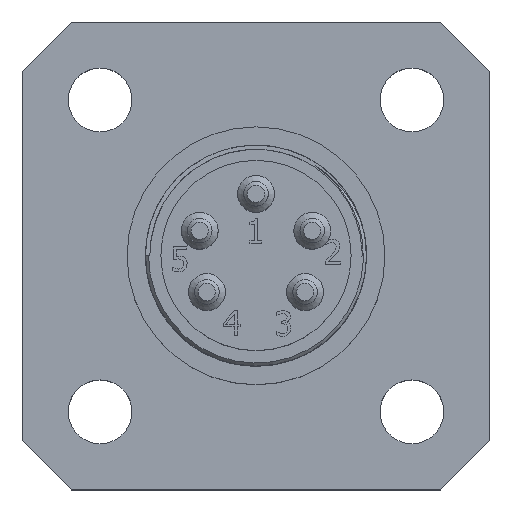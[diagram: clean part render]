
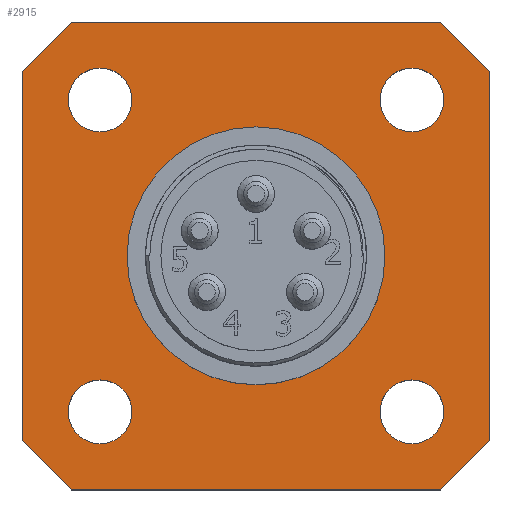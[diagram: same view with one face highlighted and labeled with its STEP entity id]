
A CAD part, top view. The second image highlights one B-rep face of the part: STEP entity #2915.
In plain terms, the highlighted planar face has unit normal (0, 0, 1).
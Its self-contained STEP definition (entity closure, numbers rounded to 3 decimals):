
#355=LINE($,#5698,#569);
#361=LINE($,#5709,#575);
#369=LINE($,#5735,#583);
#371=LINE($,#5739,#585);
#373=LINE($,#5744,#587);
#375=LINE($,#5748,#589);
#377=LINE($,#5751,#591);
#378=LINE($,#5849,#592);
#569=VECTOR($,#3535,5.657);
#575=VECTOR($,#3543,30.1);
#583=VECTOR($,#3565,5.657);
#585=VECTOR($,#3569,30.1);
#587=VECTOR($,#3573,5.657);
#589=VECTOR($,#3577,30.1);
#591=VECTOR($,#3581,5.657);
#592=VECTOR($,#3714,30.1);
#673=PLANE($,#3112);
#777=FACE_BOUND($,#1195,.T.);
#778=FACE_BOUND($,#1196,.T.);
#779=FACE_BOUND($,#1197,.T.);
#780=FACE_BOUND($,#1198,.T.);
#781=FACE_BOUND($,#1199,.T.);
#950=FACE_OUTER_BOUND($,#1194,.T.);
#1194=EDGE_LOOP($,(#2672,#2673,#2674,#2675,#2676,#2677,#2678,#2679));
#1195=EDGE_LOOP($,(#2680));
#1196=EDGE_LOOP($,(#2681));
#1197=EDGE_LOOP($,(#2682));
#1198=EDGE_LOOP($,(#2683));
#1199=EDGE_LOOP($,(#2684));
#1262=CIRCLE($,#3098,2.6);
#1263=CIRCLE($,#3100,2.6);
#1264=CIRCLE($,#3102,2.6);
#1265=CIRCLE($,#3104,2.6);
#1267=CIRCLE($,#3109,10.5);
#1490=VERTEX_POINT($,#5696);
#1491=VERTEX_POINT($,#5697);
#1495=VERTEX_POINT($,#5707);
#1506=VERTEX_POINT($,#5733);
#1507=VERTEX_POINT($,#5737);
#1508=VERTEX_POINT($,#5741);
#1509=VERTEX_POINT($,#5743);
#1510=VERTEX_POINT($,#5747);
#1536=VERTEX_POINT($,#5829);
#1537=VERTEX_POINT($,#5832);
#1538=VERTEX_POINT($,#5835);
#1539=VERTEX_POINT($,#5838);
#1541=VERTEX_POINT($,#5845);
#1863=EDGE_CURVE($,#1490,#1491,#355,.T.);
#1869=EDGE_CURVE($,#1495,#1490,#361,.T.);
#1882=EDGE_CURVE($,#1506,#1495,#369,.T.);
#1884=EDGE_CURVE($,#1507,#1506,#371,.T.);
#1886=EDGE_CURVE($,#1508,#1509,#373,.T.);
#1888=EDGE_CURVE($,#1509,#1510,#375,.T.);
#1890=EDGE_CURVE($,#1510,#1507,#377,.T.);
#1916=EDGE_CURVE($,#1536,#1536,#1262,.T.);
#1917=EDGE_CURVE($,#1537,#1537,#1263,.T.);
#1918=EDGE_CURVE($,#1538,#1538,#1264,.T.);
#1919=EDGE_CURVE($,#1539,#1539,#1265,.T.);
#1921=EDGE_CURVE($,#1541,#1541,#1267,.T.);
#1922=EDGE_CURVE($,#1491,#1508,#378,.T.);
#2672=ORIENTED_EDGE($,*,*,#1863,.F.);
#2673=ORIENTED_EDGE($,*,*,#1869,.F.);
#2674=ORIENTED_EDGE($,*,*,#1882,.F.);
#2675=ORIENTED_EDGE($,*,*,#1884,.F.);
#2676=ORIENTED_EDGE($,*,*,#1890,.F.);
#2677=ORIENTED_EDGE($,*,*,#1888,.F.);
#2678=ORIENTED_EDGE($,*,*,#1886,.F.);
#2679=ORIENTED_EDGE($,*,*,#1922,.F.);
#2680=ORIENTED_EDGE($,*,*,#1916,.T.);
#2681=ORIENTED_EDGE($,*,*,#1917,.T.);
#2682=ORIENTED_EDGE($,*,*,#1918,.T.);
#2683=ORIENTED_EDGE($,*,*,#1919,.T.);
#2684=ORIENTED_EDGE($,*,*,#1921,.T.);
#2915=ADVANCED_FACE($,(#950,#777,#778,#779,#780,#781),#673,.T.);
#3098=AXIS2_PLACEMENT_3D($,#5830,#3686,#3687);
#3100=AXIS2_PLACEMENT_3D($,#5833,#3690,#3691);
#3102=AXIS2_PLACEMENT_3D($,#5836,#3694,#3695);
#3104=AXIS2_PLACEMENT_3D($,#5839,#3698,#3699);
#3109=AXIS2_PLACEMENT_3D($,#5846,#3708,#3709);
#3112=AXIS2_PLACEMENT_3D($,#5850,#3715,#3716);
#3535=DIRECTION($,(0.707,0.707,0.));
#3543=DIRECTION($,(0.,1.,0.));
#3565=DIRECTION($,(-0.707,0.707,0.));
#3569=DIRECTION($,(-1.,0.,0.));
#3573=DIRECTION($,(0.707,-0.707,0.));
#3577=DIRECTION($,(0.,-1.,0.));
#3581=DIRECTION($,(-0.707,-0.707,0.));
#3686=DIRECTION('center_axis',(0.,0.,-1.));
#3687=DIRECTION('ref_axis',(0.,-1.,0.));
#3690=DIRECTION('center_axis',(0.,0.,-1.));
#3691=DIRECTION('ref_axis',(-1.,0.,0.));
#3694=DIRECTION('center_axis',(0.,0.,-1.));
#3695=DIRECTION('ref_axis',(0.,1.,0.));
#3698=DIRECTION('center_axis',(0.,0.,-1.));
#3699=DIRECTION('ref_axis',(1.,0.,0.));
#3708=DIRECTION('center_axis',(0.,0.,-1.));
#3709=DIRECTION('ref_axis',(-1.,0.,0.));
#3714=DIRECTION($,(1.,0.,0.));
#3715=DIRECTION('center_axis',(0.,0.,1.));
#3716=DIRECTION('ref_axis',(1.,0.,0.));
#5696=CARTESIAN_POINT('',(-19.05,15.05,3.95));
#5697=CARTESIAN_POINT('',(-15.05,19.05,3.95));
#5698=CARTESIAN_POINT($,(-17.05,17.05,3.95));
#5707=CARTESIAN_POINT('',(-19.05,-15.05,3.95));
#5709=CARTESIAN_POINT($,(-19.05,-19.05,3.95));
#5733=CARTESIAN_POINT('',(-15.05,-19.05,3.95));
#5735=CARTESIAN_POINT($,(-17.05,-17.05,3.95));
#5737=CARTESIAN_POINT('',(15.05,-19.05,3.95));
#5739=CARTESIAN_POINT($,(19.05,-19.05,3.95));
#5741=CARTESIAN_POINT('',(15.05,19.05,3.95));
#5743=CARTESIAN_POINT('',(19.05,15.05,3.95));
#5744=CARTESIAN_POINT($,(17.05,17.05,3.95));
#5747=CARTESIAN_POINT('',(19.05,-15.05,3.95));
#5748=CARTESIAN_POINT($,(19.05,19.05,3.95));
#5751=CARTESIAN_POINT($,(17.05,-17.05,3.95));
#5829=CARTESIAN_POINT('',(12.7,10.1,3.95));
#5830=CARTESIAN_POINT('Origin',(12.7,12.7,3.95));
#5832=CARTESIAN_POINT('',(10.1,-12.7,3.95));
#5833=CARTESIAN_POINT('Origin',(12.7,-12.7,3.95));
#5835=CARTESIAN_POINT('',(-12.7,-10.1,3.95));
#5836=CARTESIAN_POINT('Origin',(-12.7,-12.7,3.95));
#5838=CARTESIAN_POINT('',(-10.1,12.7,3.95));
#5839=CARTESIAN_POINT('Origin',(-12.7,12.7,3.95));
#5845=CARTESIAN_POINT('',(10.5,0.,3.95));
#5846=CARTESIAN_POINT('Origin',(0.,0.,3.95));
#5849=CARTESIAN_POINT($,(-19.05,19.05,3.95));
#5850=CARTESIAN_POINT('Origin',(0.,0.,
3.95));
